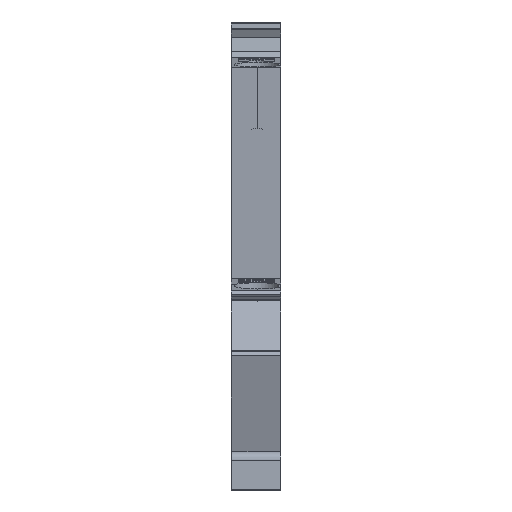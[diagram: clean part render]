
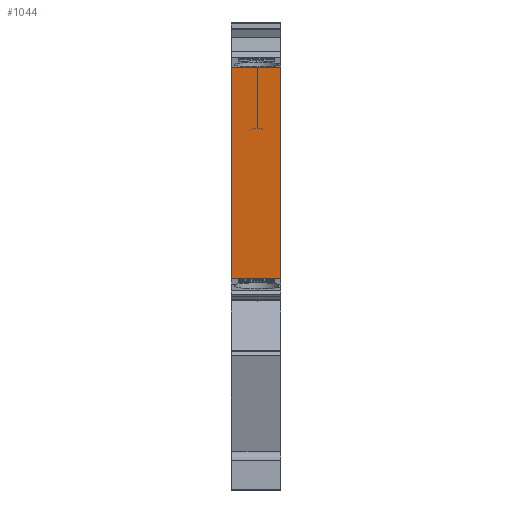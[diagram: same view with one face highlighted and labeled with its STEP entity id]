
A CAD part, front view. The second image highlights one B-rep face of the part: STEP entity #1044.
In plain terms, the highlighted planar face has unit normal (0, -0.996, -0.087).
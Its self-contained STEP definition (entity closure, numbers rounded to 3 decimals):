
#1044=ADVANCED_FACE('',(#2169),#2170,.F.);
#2169=FACE_OUTER_BOUND('',#3380,.T.);
#2170=PLANE('',#3381);
#3380=EDGE_LOOP('',(#6677,#6678,#6679,#6680));
#3381=AXIS2_PLACEMENT_3D('',#6681,#6682,#6683);
#6677=ORIENTED_EDGE('',*,*,#8822,.T.);
#6678=ORIENTED_EDGE('',*,*,#8823,.F.);
#6679=ORIENTED_EDGE('',*,*,#7753,.T.);
#6680=ORIENTED_EDGE('',*,*,#8743,.T.);
#6681=CARTESIAN_POINT('',(5.15,14.732,21.989));
#6682=DIRECTION('',(0.,0.996,0.087));
#6683=DIRECTION('',(-1.0,0.,0.));
#7753=EDGE_CURVE('',#9419,#9416,#9420,.T.);
#8743=EDGE_CURVE('',#9416,#10884,#10886,.T.);
#8822=EDGE_CURVE('',#10884,#10994,#10995,.T.);
#8823=EDGE_CURVE('',#9419,#10994,#10996,.T.);
#9416=VERTEX_POINT('',#11926);
#9419=VERTEX_POINT('',#11930);
#9420=LINE('',#11931,#11932);
#10884=VERTEX_POINT('',#15344);
#10886=LINE('',#15347,#15348);
#10994=VERTEX_POINT('',#15908);
#10995=LINE('',#15909,#15910);
#10996=LINE('',#15911,#15912);
#11926=CARTESIAN_POINT('',(5.15,14.732,21.989));
#11930=CARTESIAN_POINT('',(0.,14.732,21.989));
#11931=CARTESIAN_POINT('',(-7.2,14.732,21.989));
#11932=VECTOR('',#17240,1.0);
#15344=CARTESIAN_POINT('',(5.15,12.807,43.99));
#15347=CARTESIAN_POINT('',(5.15,12.783,44.266));
#15348=VECTOR('',#18086,1.0);
#15908=CARTESIAN_POINT('',(0.,12.807,43.99));
#15909=CARTESIAN_POINT('',(-7.2,12.807,43.99));
#15910=VECTOR('',#18140,1.0);
#15911=CARTESIAN_POINT('',(0.,12.783,44.266));
#15912=VECTOR('',#18141,1.0);
#17240=DIRECTION('',(1.0,0.,0.));
#18086=DIRECTION('',(0.,-0.087,0.996));
#18140=DIRECTION('',(-1.0,0.,0.));
#18141=DIRECTION('',(0.,-0.087,0.996));
